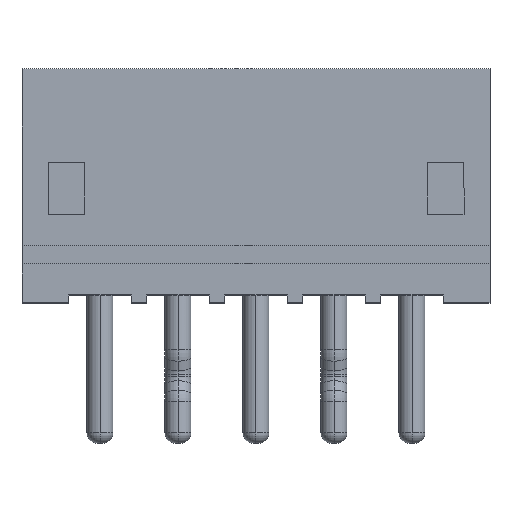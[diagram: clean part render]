
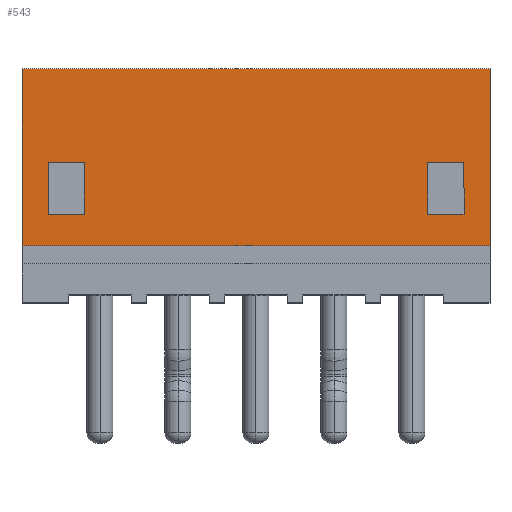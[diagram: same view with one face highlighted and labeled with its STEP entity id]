
A CAD part, top view. The second image highlights one B-rep face of the part: STEP entity #543.
In plain terms, the highlighted planar face has unit normal (0, 0, 1).
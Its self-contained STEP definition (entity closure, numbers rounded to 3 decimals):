
#83 = EDGE_CURVE ( 'NONE', #3599, #233, #3942, .T. ) ;
#90 = CARTESIAN_POINT ( 'NONE',  ( -4.5, 4.5, 1.75 ) ) ;
#167 = VECTOR ( 'NONE', #2653, 1000. ) ;
#183 = VERTEX_POINT ( 'NONE', #740 ) ;
#193 = VERTEX_POINT ( 'NONE', #1832 ) ;
#196 = EDGE_CURVE ( 'NONE', #3539, #4282, #3589, .T. ) ;
#231 = CARTESIAN_POINT ( 'NONE',  ( 4., 1.7, 1.75 ) ) ;
#233 = VERTEX_POINT ( 'NONE', #3727 ) ;
#248 = ORIENTED_EDGE ( 'NONE', *, *, #2282, .F. ) ;
#263 = CARTESIAN_POINT ( 'NONE',  ( -4.5, 1.1, 1.75 ) ) ;
#307 = VERTEX_POINT ( 'NONE', #263 ) ;
#341 = VERTEX_POINT ( 'NONE', #3063 ) ;
#543 = ADVANCED_FACE ( 'NONE', ( #1982, #3028, #3135 ), #4039, .F. ) ;
#544 = VECTOR ( 'NONE', #2352, 1000. ) ;
#545 = LINE ( 'NONE', #1860, #3977 ) ;
#652 = CARTESIAN_POINT ( 'NONE',  ( -4.5, 4.5, 1.75 ) ) ;
#655 = EDGE_CURVE ( 'NONE', #233, #183, #3986, .T. ) ;
#666 = ORIENTED_EDGE ( 'NONE', *, *, #2136, .T. ) ;
#683 = CARTESIAN_POINT ( 'NONE',  ( 4., 1.7, 1.75 ) ) ;
#685 = ORIENTED_EDGE ( 'NONE', *, *, #2045, .F. ) ;
#740 = CARTESIAN_POINT ( 'NONE',  ( 4.5, 1.1, 1.75 ) ) ;
#793 = CARTESIAN_POINT ( 'NONE',  ( 4., 2.7, 1.75 ) ) ;
#801 = LINE ( 'NONE', #3980, #4088 ) ;
#839 = DIRECTION ( 'NONE',  ( 0., 0., -1. ) ) ;
#962 = CARTESIAN_POINT ( 'NONE',  ( -3.3, 2.7, 1.75 ) ) ;
#977 = EDGE_CURVE ( 'NONE', #2319, #4541, #2384, .T. ) ;
#1256 = CARTESIAN_POINT ( 'NONE',  ( -4.5, 1.1, 1.75 ) ) ;
#1305 = VECTOR ( 'NONE', #2564, 1000. ) ;
#1309 = DIRECTION ( 'NONE',  ( 1., 0., 0. ) ) ;
#1368 = VECTOR ( 'NONE', #2669, 1000. ) ;
#1401 = CARTESIAN_POINT ( 'NONE',  ( -4., 1.7, 1.75 ) ) ;
#1443 = EDGE_LOOP ( 'NONE', ( #3676, #666, #2388, #2866 ) ) ;
#1528 = EDGE_CURVE ( 'NONE', #341, #3539, #3531, .T. ) ;
#1573 = VECTOR ( 'NONE', #1996, 1000. ) ;
#1632 = LINE ( 'NONE', #90, #1305 ) ;
#1699 = CARTESIAN_POINT ( 'NONE',  ( -4., 2.7, 1.75 ) ) ;
#1794 = VECTOR ( 'NONE', #4216, 1000. ) ;
#1832 = CARTESIAN_POINT ( 'NONE',  ( 3.3, 2.7, 1.75 ) ) ;
#1860 = CARTESIAN_POINT ( 'NONE',  ( 3.3, 2.7, 1.75 ) ) ;
#1960 = CARTESIAN_POINT ( 'NONE',  ( -4., 2.7, 1.75 ) ) ;
#1982 = FACE_BOUND ( 'NONE', #3197, .T. ) ;
#1996 = DIRECTION ( 'NONE',  ( 0., 1., 0. ) ) ;
#2045 = EDGE_CURVE ( 'NONE', #2216, #2319, #4199, .T. ) ;
#2102 = CARTESIAN_POINT ( 'NONE',  ( -3.3, 1.7, 1.75 ) ) ;
#2129 = DIRECTION ( 'NONE',  ( 1., 0., 0. ) ) ;
#2136 = EDGE_CURVE ( 'NONE', #307, #183, #4147, .T. ) ;
#2216 = VERTEX_POINT ( 'NONE', #1699 ) ;
#2282 = EDGE_CURVE ( 'NONE', #4541, #2930, #2472, .T. ) ;
#2309 = CARTESIAN_POINT ( 'NONE',  ( 4.5, 4.5, 1.75 ) ) ;
#2319 = VERTEX_POINT ( 'NONE', #4157 ) ;
#2352 = DIRECTION ( 'NONE',  ( 0., -1., 0. ) ) ;
#2384 = LINE ( 'NONE', #1401, #2815 ) ;
#2388 = ORIENTED_EDGE ( 'NONE', *, *, #655, .F. ) ;
#2428 = AXIS2_PLACEMENT_3D ( 'NONE', #3330, #839, #4373 ) ;
#2472 = LINE ( 'NONE', #962, #1573 ) ;
#2473 = EDGE_CURVE ( 'NONE', #4282, #193, #801, .T. ) ;
#2507 = ORIENTED_EDGE ( 'NONE', *, *, #196, .F. ) ;
#2518 = EDGE_CURVE ( 'NONE', #2930, #2216, #3520, .T. ) ;
#2541 = VECTOR ( 'NONE', #4184, 1000. ) ;
#2564 = DIRECTION ( 'NONE',  ( 0., -1., 0. ) ) ;
#2626 = CARTESIAN_POINT ( 'NONE',  ( -4., 2.7, 1.75 ) ) ;
#2653 = DIRECTION ( 'NONE',  ( 0., 1., 0. ) ) ;
#2669 = DIRECTION ( 'NONE',  ( 0., -1., 0. ) ) ;
#2692 = VECTOR ( 'NONE', #1309, 1000. ) ;
#2815 = VECTOR ( 'NONE', #2129, 1000. ) ;
#2866 = ORIENTED_EDGE ( 'NONE', *, *, #83, .F. ) ;
#2930 = VERTEX_POINT ( 'NONE', #4450 ) ;
#3004 = DIRECTION ( 'NONE',  ( -1., 0., 0. ) ) ;
#3028 = FACE_BOUND ( 'NONE', #3854, .T. ) ;
#3063 = CARTESIAN_POINT ( 'NONE',  ( 3.3, 1.7, 1.75 ) ) ;
#3135 = FACE_OUTER_BOUND ( 'NONE', #1443, .T. ) ;
#3197 = EDGE_LOOP ( 'NONE', ( #3709, #2507, #4569, #3471 ) ) ;
#3306 = DIRECTION ( 'NONE',  ( 0., -1., 0. ) ) ;
#3330 = CARTESIAN_POINT ( 'NONE',  ( -4.5, 4.5, 1.75 ) ) ;
#3372 = ORIENTED_EDGE ( 'NONE', *, *, #977, .F. ) ;
#3471 = ORIENTED_EDGE ( 'NONE', *, *, #3894, .F. ) ;
#3520 = LINE ( 'NONE', #1960, #4479 ) ;
#3531 = LINE ( 'NONE', #683, #1794 ) ;
#3539 = VERTEX_POINT ( 'NONE', #231 ) ;
#3559 = ORIENTED_EDGE ( 'NONE', *, *, #2518, .F. ) ;
#3589 = LINE ( 'NONE', #793, #167 ) ;
#3599 = VERTEX_POINT ( 'NONE', #4546 ) ;
#3676 = ORIENTED_EDGE ( 'NONE', *, *, #4038, .T. ) ;
#3709 = ORIENTED_EDGE ( 'NONE', *, *, #2473, .F. ) ;
#3727 = CARTESIAN_POINT ( 'NONE',  ( 4.5, 4.5, 1.75 ) ) ;
#3729 = CARTESIAN_POINT ( 'NONE',  ( 4., 2.7, 1.75 ) ) ;
#3854 = EDGE_LOOP ( 'NONE', ( #685, #3559, #248, #3372 ) ) ;
#3894 = EDGE_CURVE ( 'NONE', #193, #341, #545, .T. ) ;
#3942 = LINE ( 'NONE', #652, #2541 ) ;
#3977 = VECTOR ( 'NONE', #3306, 1000. ) ;
#3980 = CARTESIAN_POINT ( 'NONE',  ( 4., 2.7, 1.75 ) ) ;
#3986 = LINE ( 'NONE', #2309, #1368 ) ;
#4038 = EDGE_CURVE ( 'NONE', #3599, #307, #1632, .T. ) ;
#4039 = PLANE ( 'NONE',  #2428 ) ;
#4088 = VECTOR ( 'NONE', #4347, 1000. ) ;
#4147 = LINE ( 'NONE', #1256, #2692 ) ;
#4157 = CARTESIAN_POINT ( 'NONE',  ( -4., 1.7, 1.75 ) ) ;
#4184 = DIRECTION ( 'NONE',  ( 1., 0., 0. ) ) ;
#4199 = LINE ( 'NONE', #2626, #544 ) ;
#4216 = DIRECTION ( 'NONE',  ( 1., 0., 0. ) ) ;
#4282 = VERTEX_POINT ( 'NONE', #3729 ) ;
#4347 = DIRECTION ( 'NONE',  ( -1., 0., 0. ) ) ;
#4373 = DIRECTION ( 'NONE',  ( -1., 0., 0. ) ) ;
#4450 = CARTESIAN_POINT ( 'NONE',  ( -3.3, 2.7, 1.75 ) ) ;
#4479 = VECTOR ( 'NONE', #3004, 1000. ) ;
#4541 = VERTEX_POINT ( 'NONE', #2102 ) ;
#4546 = CARTESIAN_POINT ( 'NONE',  ( -4.5, 4.5, 1.75 ) ) ;
#4569 = ORIENTED_EDGE ( 'NONE', *, *, #1528, .F. ) ;
